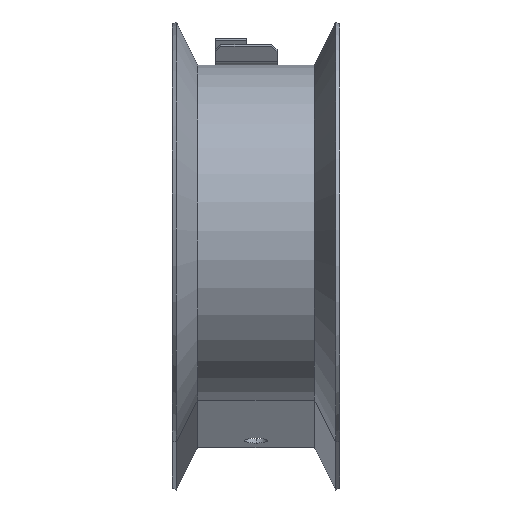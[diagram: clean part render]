
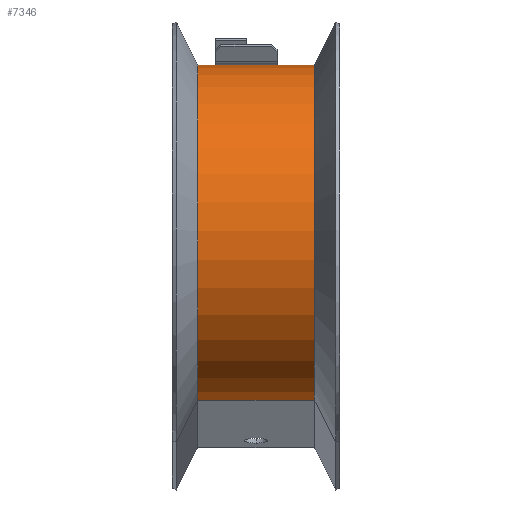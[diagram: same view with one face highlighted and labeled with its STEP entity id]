
A CAD part, top view. The second image highlights one B-rep face of the part: STEP entity #7346.
In plain terms, the highlighted cylindrical face has radius 52.15 mm (diameter 104.3 mm), a partial arc.
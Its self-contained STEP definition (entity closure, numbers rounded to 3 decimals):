
#30 = CARTESIAN_POINT ( 'NONE',  ( 0., -125.85, -18. ) ) ;
#158 = DIRECTION ( 'NONE',  ( 0., 0., -1. ) ) ;
#373 = EDGE_CURVE ( 'NONE', #7480, #5814, #2538, .T. ) ;
#407 = ORIENTED_EDGE ( 'NONE', *, *, #3283, .T. ) ;
#681 = ORIENTED_EDGE ( 'NONE', *, *, #3044, .F. ) ;
#746 = CYLINDRICAL_SURFACE ( 'NONE', #7206, 52.15 ) ;
#819 = DIRECTION ( 'NONE',  ( -1., 0., 0. ) ) ;
#967 = CARTESIAN_POINT ( 'NONE',  ( -103.124, -136.862, 18. ) ) ;
#1075 = DIRECTION ( 'NONE',  ( -1., 0., 0. ) ) ;
#1509 = CIRCLE ( 'NONE', #4112, 52.15 ) ;
#2269 = ORIENTED_EDGE ( 'NONE', *, *, #4711, .F. ) ;
#2538 = LINE ( 'NONE', #7216, #7554 ) ;
#3044 = EDGE_CURVE ( 'NONE', #3885, #5814, #5337, .T. ) ;
#3215 = VERTEX_POINT ( 'NONE', #4322 ) ;
#3283 = EDGE_CURVE ( 'NONE', #3215, #7480, #1509, .T. ) ;
#3762 = VECTOR ( 'NONE', #6000, 1000. ) ;
#3885 = VERTEX_POINT ( 'NONE', #30 ) ;
#3899 = DIRECTION ( 'NONE',  ( 0., 0., -1. ) ) ;
#4018 = DIRECTION ( 'NONE',  ( 0., 0., -1. ) ) ;
#4044 = CARTESIAN_POINT ( 'NONE',  ( -52.15, -125.85, 18. ) ) ;
#4050 = ORIENTED_EDGE ( 'NONE', *, *, #373, .T. ) ;
#4112 = AXIS2_PLACEMENT_3D ( 'NONE', #4044, #3899, #7477 ) ;
#4322 = CARTESIAN_POINT ( 'NONE',  ( 0., -125.85, 18. ) ) ;
#4376 = DIRECTION ( 'NONE',  ( 0., 0., -1. ) ) ;
#4711 = EDGE_CURVE ( 'NONE', #3215, #3885, #7135, .T. ) ;
#5337 = CIRCLE ( 'NONE', #5703, 52.15 ) ;
#5448 = CARTESIAN_POINT ( 'NONE',  ( -52.15, -125.85, 0. ) ) ;
#5703 = AXIS2_PLACEMENT_3D ( 'NONE', #6409, #4018, #1075 ) ;
#5814 = VERTEX_POINT ( 'NONE', #6776 ) ;
#6000 = DIRECTION ( 'NONE',  ( 0., 0., -1. ) ) ;
#6409 = CARTESIAN_POINT ( 'NONE',  ( -52.15, -125.85, -18. ) ) ;
#6597 = CARTESIAN_POINT ( 'NONE',  ( 0., -125.85, -18. ) ) ;
#6776 = CARTESIAN_POINT ( 'NONE',  ( -103.124, -136.862, -18. ) ) ;
#7135 = LINE ( 'NONE', #6597, #3762 ) ;
#7137 = EDGE_LOOP ( 'NONE', ( #2269, #407, #4050, #681 ) ) ;
#7195 = FACE_OUTER_BOUND ( 'NONE', #7137, .T. ) ;
#7206 = AXIS2_PLACEMENT_3D ( 'NONE', #5448, #4376, #819 ) ;
#7216 = CARTESIAN_POINT ( 'NONE',  ( -103.124, -136.862, -18. ) ) ;
#7346 = ADVANCED_FACE ( 'NONE', ( #7195 ), #746, .T. ) ;
#7477 = DIRECTION ( 'NONE',  ( -1., 0., 0. ) ) ;
#7480 = VERTEX_POINT ( 'NONE', #967 ) ;
#7554 = VECTOR ( 'NONE', #158, 1000. ) ;
